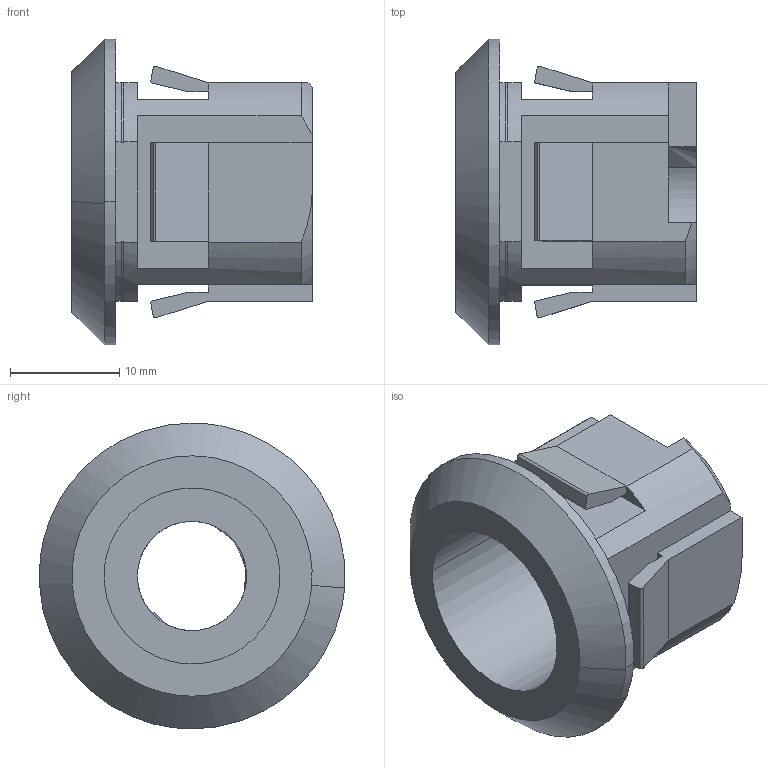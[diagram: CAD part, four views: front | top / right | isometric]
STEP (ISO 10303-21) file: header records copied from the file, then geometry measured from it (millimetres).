
FILE_DESCRIPTION((''),'2;1');
FILE_NAME('','2006-11-07T16:21:06',(''),(''),'','CADfix','');
FILE_SCHEMA(('AUTOMOTIVE_DESIGN'));
Length unit declared in the file: millimetre
Products named in the file (1): housing
Bounding box: 22 x 27.96 x 28 mm (x, y, z)
Volume: 4291.1 mm3; surface area: 3996.7 mm2
Topology: 1 solids, 1 shells, 85 faces, 255 edges, 174 vertices
Faces by surface type: bspline 85
Entity records: 2834 total; most frequent: CARTESIAN_POINT 1394, ORIENTED_EDGE 510, EDGE_CURVE 255, VERTEX_POINT 174, QUASI_UNIFORM_CURVE 158, EDGE_LOOP 89, FACE_OUTER_BOUND 81, ADVANCED_FACE 81
